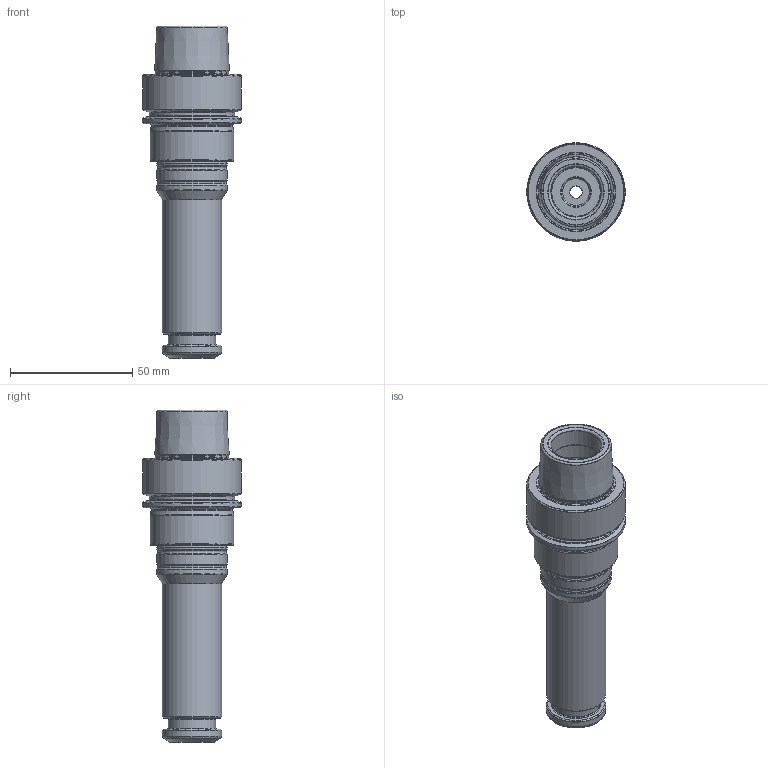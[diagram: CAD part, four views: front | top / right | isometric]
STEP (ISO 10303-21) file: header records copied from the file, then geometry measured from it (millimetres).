
FILE_DESCRIPTION(/* description */ (''),/* implementation_level */ '2;1');
FILE_NAME(/* name */ '454071564.stp',/* time_stamp */ '2021-01-08T12:24:57',/* author */ ('LRA'),/* organization */ ('REGO-FIX'),/* preprocessor_version */ ' Unknown',/* originating_system */ 'SIEMENS PLM Software Solid Edge ST10',/* authorization */ 'Unknown');
FILE_SCHEMA (('AUTOMOTIVE_DESIGN { 1 0 10303 214 2 1 1}'));
Length unit declared in the file: millimetre
Products named in the file (1): NOCUT
Bounding box: 40.3 x 40.3 x 135.7 mm (x, y, z)
Volume: 137103.9 mm3; surface area: 41064.4 mm2
Topology: 2 solids, 2 shells, 144 faces, 285 edges, 165 vertices
Faces by surface type: cone 48, cylinder 38, torus 34, plane 24
Full cylindrical faces by diameter (mm): 5 x2, 10.917 x2, 13 x2, 15 x2, 19.5 x2, 20.7 x2, 21 x2, 24 x2, 24.3 x2, 25.5 x2, 28.5 x3, 28.8 x3, 29.809 x1, 30.11 x1, 33.3 x2, 34 x1, 34.3 x1, 34.8 x2, 40 x2, 40.3 x2
Entity records: 3937 total; most frequent: DIRECTION 584, CARTESIAN_POINT 436, AXIS2_PLACEMENT_3D 292, ORIENTED_EDGE 288, EDGE_LOOP 288, FACE_BOUND 288, EDGE_CURVE 144, VERTEX_POINT 144
